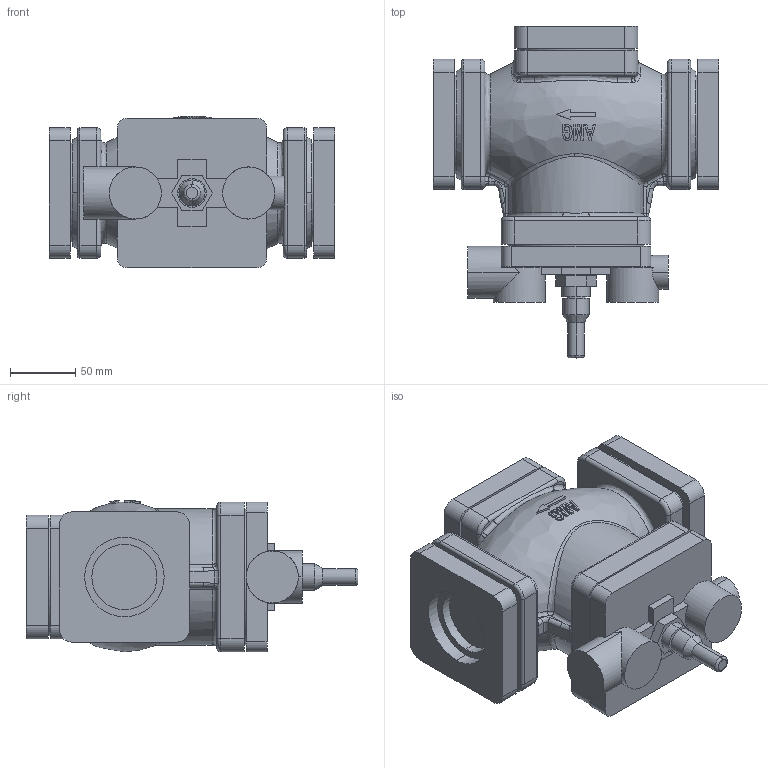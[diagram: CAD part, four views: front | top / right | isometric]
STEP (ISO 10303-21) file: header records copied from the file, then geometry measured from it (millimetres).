
FILE_DESCRIPTION((''),'2;1');
FILE_NAME('VMP50_ASM','2020-11-20T',('AMG'),(''),'PRO/ENGINEER BY PARAMETRIC TECHNOLOGY CORPORATION, 2008380','PRO/ENGINEER BY PARAMETRIC TECHNOLOGY CORPORATION, 2008380','');
FILE_SCHEMA(('CONFIG_CONTROL_DESIGN'));
Length unit declared in the file: millimetre
Products named in the file (6): APM50FAZUO; 50SHANGGAI; 50DIGAI; 50FALAN; 20-65DINGGAN-DINGGANZUO; VMP50_ASM
Assembly tree (6 placements, depth 2):
  VMP50_ASM
    APM50FAZUO
    50SHANGGAI
    50DIGAI
    50FALAN  x2
    20-65DINGGAN-DINGGANZUO
Bounding box: 219 x 254.76 x 116.5 mm (x, y, z)
Volume: 2872903.2 mm3; surface area: 250202.2 mm2
Topology: 6 solids, 6 shells, 379 faces, 905 edges, 557 vertices
Faces by surface type: cylinder 116, plane 114, bspline 97, torus 38, sphere 8, cone 6
Entity records: 15499 total; most frequent: CARTESIAN_POINT 7536, ORIENTED_EDGE 1726, DIRECTION 1494, EDGE_CURVE 863, AXIS2_PLACEMENT_3D 577, VERTEX_POINT 529, EDGE_LOOP 380, FACE_OUTER_BOUND 361
